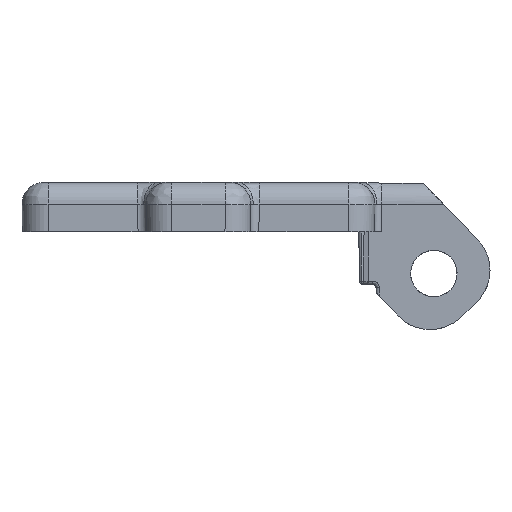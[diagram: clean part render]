
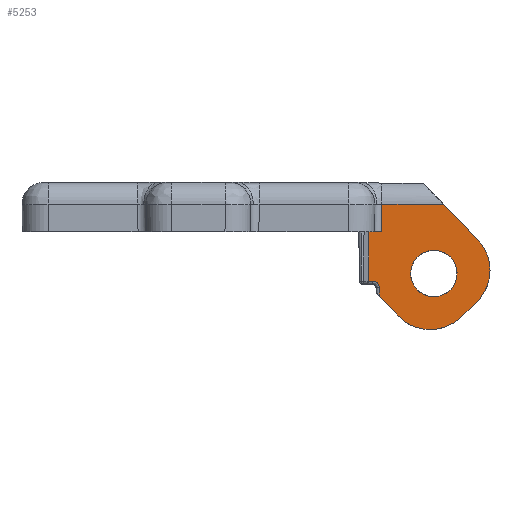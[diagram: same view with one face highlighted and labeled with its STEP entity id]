
A CAD part, left-side view. The second image highlights one B-rep face of the part: STEP entity #5253.
In plain terms, the highlighted planar face has unit normal (-1, 0, -0.018).
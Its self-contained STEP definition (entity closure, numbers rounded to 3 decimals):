
#3 = CARTESIAN_POINT ( 'NONE',  ( -4.342, -5.485, 157.546 ) ) ;
#113 = EDGE_CURVE ( 'NONE', #6178, #7392, #4429, .T. ) ;
#130 = DIRECTION ( 'NONE',  ( 0.012, 0.721, -0.692 ) ) ;
#225 = VERTEX_POINT ( 'NONE', #6137 ) ;
#317 = EDGE_CURVE ( 'NONE', #6779, #8387, #6609, .T. ) ;
#356 = CARTESIAN_POINT ( 'NONE',  ( -4.333, -9.418, 157.047 ) ) ;
#363 = EDGE_LOOP ( 'NONE', ( #1183, #3726, #5575, #2326, #7400, #6328, #3114, #4199, #7735, #7545, #6718, #2920 ) ) ;
#535 = VECTOR ( 'NONE', #130, 1000. ) ;
#577 = CARTESIAN_POINT ( 'NONE',  ( -4.357, -0.456, 158.387 ) ) ;
#578 = VERTEX_POINT ( 'NONE', #5006 ) ;
#604 = CARTESIAN_POINT ( 'NONE',  ( -4.342, -1.202, 157.546 ) ) ;
#636 = VECTOR ( 'NONE', #2774, 1000. ) ;
#653 = CARTESIAN_POINT ( 'NONE',  ( -4.342, -5.485, 157.546 ) ) ;
#754 = PLANE ( 'NONE',  #960 ) ;
#765 = EDGE_CURVE ( 'NONE', #8435, #578, #1847, .T. ) ;
#780 = DIRECTION ( 'NONE',  ( 0.017, 0.011, -1. ) ) ;
#808 = DIRECTION ( 'NONE',  ( -0.013, 0.692, 0.721 ) ) ;
#853 = CARTESIAN_POINT ( 'NONE',  ( -4.331, -9.289, 156.923 ) ) ;
#960 = AXIS2_PLACEMENT_3D ( 'NONE', #7908, #2025, #5005 ) ;
#1050 = CARTESIAN_POINT ( 'NONE',  ( -4.491, -6.398, 166.064 ) ) ;
#1183 = ORIENTED_EDGE ( 'NONE', *, *, #3588, .F. ) ;
#1309 = VERTEX_POINT ( 'NONE', #3481 ) ;
#1319 = CARTESIAN_POINT ( 'NONE',  ( -4.5, -0.688, 166.588 ) ) ;
#1349 = EDGE_CURVE ( 'NONE', #7392, #225, #7683, .T. ) ;
#1355 = CARTESIAN_POINT ( 'NONE',  ( -4.417, -5.485, 161.828 ) ) ;
#1511 = CARTESIAN_POINT ( 'NONE',  ( -4.367, 0.154, 158.996 ) ) ;
#1524 = EDGE_CURVE ( 'NONE', #5778, #3144, #1566, .T. ) ;
#1536 = ORIENTED_EDGE ( 'NONE', *, *, #9078, .F. ) ;
#1566 =( BOUNDED_CURVE ( )  B_SPLINE_CURVE ( 3, ( #6586, #2162, #2310, #3668 ),
 .UNSPECIFIED., .F., .F. ) 
 B_SPLINE_CURVE_WITH_KNOTS ( ( 4, 4 ),
 ( 3.906, 5.477 ),
 .UNSPECIFIED. ) 
 CURVE ( )  GEOMETRIC_REPRESENTATION_ITEM ( )  RATIONAL_B_SPLINE_CURVE ( ( 1., 0.805, 0.805, 1. ) ) 
 REPRESENTATION_ITEM ( '' )  );
#1847 =( BOUNDED_CURVE ( )  B_SPLINE_CURVE ( 3, ( #4212, #4807, #1917, #1963 ),
 .UNSPECIFIED., .F., .F. ) 
 B_SPLINE_CURVE_WITH_KNOTS ( ( 4, 4 ),
 ( 3.142, 6.283 ),
 .UNSPECIFIED. ) 
 CURVE ( )  GEOMETRIC_REPRESENTATION_ITEM ( )  RATIONAL_B_SPLINE_CURVE ( ( 1., 0.333, 0.333, 1. ) ) 
 REPRESENTATION_ITEM ( '' )  );
#1917 = CARTESIAN_POINT ( 'NONE',  ( -4.417, -9.768, 161.828 ) ) ;
#1963 = CARTESIAN_POINT ( 'NONE',  ( -4.417, -5.485, 161.828 ) ) ;
#2025 = DIRECTION ( 'NONE',  ( -1., 0., -0.017 ) ) ;
#2162 = CARTESIAN_POINT ( 'NONE',  ( -4.362, -11.136, 158.695 ) ) ;
#2231 = CARTESIAN_POINT ( 'NONE',  ( -4.5, -0.456, 166.6 ) ) ;
#2258 = ORIENTED_EDGE ( 'NONE', *, *, #765, .F. ) ;
#2310 = CARTESIAN_POINT ( 'NONE',  ( -4.404, -11.185, 161.075 ) ) ;
#2326 = ORIENTED_EDGE ( 'NONE', *, *, #9006, .T. ) ;
#2606 = CARTESIAN_POINT ( 'NONE',  ( -4.311, -2.215, 155.767 ) ) ;
#2615 = LINE ( 'NONE', #3363, #4947 ) ;
#2728 = CARTESIAN_POINT ( 'NONE',  ( -4.367, -0.203, 158.996 ) ) ;
#2774 = DIRECTION ( 'NONE',  ( 0., -1., 0. ) ) ;
#2812 = VERTEX_POINT ( 'NONE', #8055 ) ;
#2882 = CARTESIAN_POINT ( 'NONE',  ( -4.499, 0.484, 166.554 ) ) ;
#2920 = ORIENTED_EDGE ( 'NONE', *, *, #1524, .T. ) ;
#2964 = CARTESIAN_POINT ( 'NONE',  ( -4.429, 4.26, 162.513 ) ) ;
#3027 = CARTESIAN_POINT ( 'NONE',  ( -4.491, -0.679, 166.064 ) ) ;
#3056 = CARTESIAN_POINT ( 'NONE',  ( -4.367, 0.566, 158.996 ) ) ;
#3114 = ORIENTED_EDGE ( 'NONE', *, *, #7287, .F. ) ;
#3144 = VERTEX_POINT ( 'NONE', #8183 ) ;
#3335 = CARTESIAN_POINT ( 'NONE',  ( -4.311, -2.215, 155.767 ) ) ;
#3363 = CARTESIAN_POINT ( 'NONE',  ( -4.551, -3.063, 169.539 ) ) ;
#3387 = CARTESIAN_POINT ( 'NONE',  ( -4.367, 0., 158.996 ) ) ;
#3431 = CARTESIAN_POINT ( 'NONE',  ( -4.363, -0.456, 158.744 ) ) ;
#3473 = EDGE_CURVE ( 'NONE', #4204, #4865, #6682, .T. ) ;
#3481 = CARTESIAN_POINT ( 'NONE',  ( -4.446, -0.635, 163.527 ) ) ;
#3527 = FACE_BOUND ( 'NONE', #7455, .T. ) ;
#3588 = EDGE_CURVE ( 'NONE', #4204, #3144, #2615, .T. ) ;
#3633 = VECTOR ( 'NONE', #808, 1000. ) ;
#3668 = CARTESIAN_POINT ( 'NONE',  ( -4.434, -9.537, 162.793 ) ) ;
#3726 = ORIENTED_EDGE ( 'NONE', *, *, #3473, .T. ) ;
#3991 = EDGE_CURVE ( 'NONE', #6779, #8617, #8867, .T. ) ;
#4063 = CARTESIAN_POINT ( 'NONE',  ( -4.417, -1.202, 161.828 ) ) ;
#4199 = ORIENTED_EDGE ( 'NONE', *, *, #6538, .T. ) ;
#4204 = VERTEX_POINT ( 'NONE', #1050 ) ;
#4212 = CARTESIAN_POINT ( 'NONE',  ( -4.342, -5.485, 157.546 ) ) ;
#4429 = LINE ( 'NONE', #2882, #7794 ) ;
#4593 = CARTESIAN_POINT ( 'NONE',  ( -4.446, 0., 163.527 ) ) ;
#4807 = CARTESIAN_POINT ( 'NONE',  ( -4.342, -9.768, 157.546 ) ) ;
#4865 = VERTEX_POINT ( 'NONE', #3027 ) ;
#4868 = CARTESIAN_POINT ( 'NONE',  ( -4.281, -3.863, 154.049 ) ) ;
#4947 = VECTOR ( 'NONE', #5359, 1000. ) ;
#5005 = DIRECTION ( 'NONE',  ( -0.017, 0., 1. ) ) ;
#5006 = CARTESIAN_POINT ( 'NONE',  ( -4.417, -5.485, 161.828 ) ) ;
#5010 = CARTESIAN_POINT ( 'NONE',  ( -4.446, 0.517, 163.527 ) ) ;
#5218 =( BOUNDED_CURVE ( )  B_SPLINE_CURVE ( 3, ( #1355, #4063, #604, #653 ),
 .UNSPECIFIED., .F., .F. ) 
 B_SPLINE_CURVE_WITH_KNOTS ( ( 4, 4 ),
 ( 0., 3.142 ),
 .UNSPECIFIED. ) 
 CURVE ( )  GEOMETRIC_REPRESENTATION_ITEM ( )  RATIONAL_B_SPLINE_CURVE ( ( 1., 0.333, 0.333, 1. ) ) 
 REPRESENTATION_ITEM ( '' )  );
#5253 = ADVANCED_FACE ( 'NONE', ( #3527, #7069 ), #754, .T. ) ;
#5359 = DIRECTION ( 'NONE',  ( 0.013, -0.692, -0.721 ) ) ;
#5575 = ORIENTED_EDGE ( 'NONE', *, *, #7606, .T. ) ;
#5612 = CARTESIAN_POINT ( 'NONE',  ( -4.28, -6.243, 154. ) ) ;
#5778 = VERTEX_POINT ( 'NONE', #356 ) ;
#5909 = VECTOR ( 'NONE', #9018, 1000. ) ;
#5937 = LINE ( 'NONE', #853, #535 ) ;
#6137 = CARTESIAN_POINT ( 'NONE',  ( -4.367, 0.154, 158.996 ) ) ;
#6156 = DIRECTION ( 'NONE',  ( 0., 1., 0. ) ) ;
#6168 = CARTESIAN_POINT ( 'NONE',  ( -4.343, -0.456, 157.6 ) ) ;
#6178 = VERTEX_POINT ( 'NONE', #5010 ) ;
#6209 = LINE ( 'NONE', #2231, #6632 ) ;
#6328 = ORIENTED_EDGE ( 'NONE', *, *, #1349, .T. ) ;
#6538 = EDGE_CURVE ( 'NONE', #2812, #8617, #6209, .T. ) ;
#6586 = CARTESIAN_POINT ( 'NONE',  ( -4.333, -9.418, 157.047 ) ) ;
#6609 =( BOUNDED_CURVE ( )  B_SPLINE_CURVE ( 3, ( #3335, #4868, #5612, #6874 ),
 .UNSPECIFIED., .F., .F. ) 
 B_SPLINE_CURVE_WITH_KNOTS ( ( 4, 4 ),
 ( 2.336, 3.906 ),
 .UNSPECIFIED. ) 
 CURVE ( )  GEOMETRIC_REPRESENTATION_ITEM ( )  RATIONAL_B_SPLINE_CURVE ( ( 1., 0.805, 0.805, 1. ) ) 
 REPRESENTATION_ITEM ( '' )  );
#6632 = VECTOR ( 'NONE', #8334, 1000. ) ;
#6682 = LINE ( 'NONE', #8196, #6889 ) ;
#6710 =( BOUNDED_CURVE ( )  B_SPLINE_CURVE ( 3, ( #577, #3431, #2728, #1511 ),
 .UNSPECIFIED., .F., .F. ) 
 B_SPLINE_CURVE_WITH_KNOTS ( ( 4, 4 ),
 ( 1.571, 3.142 ),
 .UNSPECIFIED. ) 
 CURVE ( )  GEOMETRIC_REPRESENTATION_ITEM ( )  RATIONAL_B_SPLINE_CURVE ( ( 1., 0.805, 0.805, 1. ) ) 
 REPRESENTATION_ITEM ( '' )  );
#6718 = ORIENTED_EDGE ( 'NONE', *, *, #8882, .F. ) ;
#6779 = VERTEX_POINT ( 'NONE', #2606 ) ;
#6874 = CARTESIAN_POINT ( 'NONE',  ( -4.309, -7.961, 155.648 ) ) ;
#6889 = VECTOR ( 'NONE', #6156, 1000. ) ;
#7069 = FACE_OUTER_BOUND ( 'NONE', #363, .T. ) ;
#7287 = EDGE_CURVE ( 'NONE', #2812, #225, #6710, .T. ) ;
#7392 = VERTEX_POINT ( 'NONE', #3056 ) ;
#7400 = ORIENTED_EDGE ( 'NONE', *, *, #113, .T. ) ;
#7455 = EDGE_LOOP ( 'NONE', ( #1536, #2258 ) ) ;
#7545 = ORIENTED_EDGE ( 'NONE', *, *, #317, .T. ) ;
#7606 = EDGE_CURVE ( 'NONE', #4865, #1309, #8558, .T. ) ;
#7683 = LINE ( 'NONE', #3387, #636 ) ;
#7719 = DIRECTION ( 'NONE',  ( 0.017, 0.017, -1. ) ) ;
#7735 = ORIENTED_EDGE ( 'NONE', *, *, #3991, .F. ) ;
#7794 = VECTOR ( 'NONE', #780, 1000. ) ;
#7826 = CARTESIAN_POINT ( 'NONE',  ( -4.309, -7.961, 155.648 ) ) ;
#7908 = CARTESIAN_POINT ( 'NONE',  ( -4.5, 0., 166.6 ) ) ;
#8055 = CARTESIAN_POINT ( 'NONE',  ( -4.357, -0.456, 158.387 ) ) ;
#8183 = CARTESIAN_POINT ( 'NONE',  ( -4.434, -9.537, 162.793 ) ) ;
#8196 = CARTESIAN_POINT ( 'NONE',  ( -4.491, -0.715, 166.064 ) ) ;
#8334 = DIRECTION ( 'NONE',  ( 0.017, 0., -1. ) ) ;
#8387 = VERTEX_POINT ( 'NONE', #7826 ) ;
#8434 = VECTOR ( 'NONE', #7719, 1000. ) ;
#8435 = VERTEX_POINT ( 'NONE', #3 ) ;
#8558 = LINE ( 'NONE', #1319, #8434 ) ;
#8617 = VERTEX_POINT ( 'NONE', #6168 ) ;
#8832 = LINE ( 'NONE', #4593, #5909 ) ;
#8867 = LINE ( 'NONE', #2964, #3633 ) ;
#8882 = EDGE_CURVE ( 'NONE', #5778, #8387, #5937, .T. ) ;
#9006 = EDGE_CURVE ( 'NONE', #1309, #6178, #8832, .T. ) ;
#9018 = DIRECTION ( 'NONE',  ( 0., 1., 0. ) ) ;
#9078 = EDGE_CURVE ( 'NONE', #578, #8435, #5218, .T. ) ;
